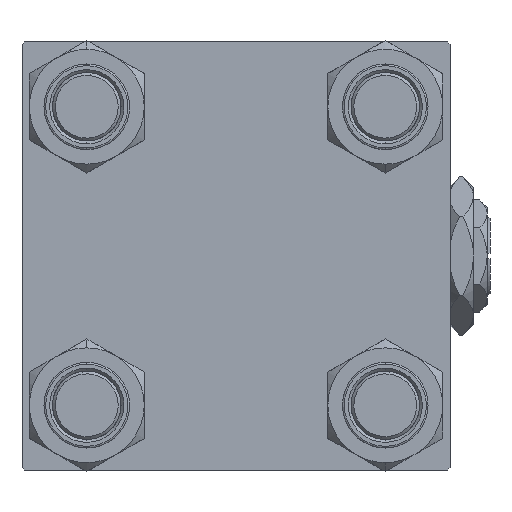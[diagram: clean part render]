
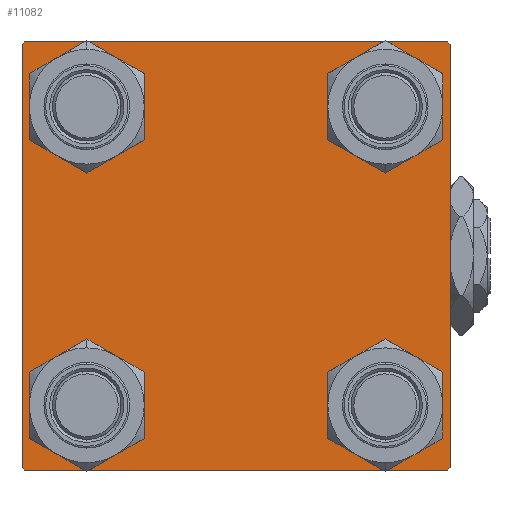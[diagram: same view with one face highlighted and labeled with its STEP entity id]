
A CAD part, left-side view. The second image highlights one B-rep face of the part: STEP entity #11082.
In plain terms, the highlighted planar face has unit normal (-1, 0, 0).
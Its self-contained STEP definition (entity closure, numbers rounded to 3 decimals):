
#260 = LINE ( 'NONE', #44704, #12592 ) ;
#276 = CARTESIAN_POINT ( 'NONE',  ( 0., 26.15, -19.65 ) ) ;
#423 = EDGE_LOOP ( 'NONE', ( #10244, #5003 ) ) ;
#1779 = CARTESIAN_POINT ( 'NONE',  ( 0., 37.5, -37. ) ) ;
#2276 = DIRECTION ( 'NONE',  ( 0., 0.707, -0.707 ) ) ;
#2539 = CARTESIAN_POINT ( 'NONE',  ( 0., 37.25, 37.25 ) ) ;
#2688 = VERTEX_POINT ( 'NONE', #27305 ) ;
#3137 = EDGE_CURVE ( 'NONE', #5186, #3428, #23543, .T. ) ;
#3428 = VERTEX_POINT ( 'NONE', #19019 ) ;
#4023 = EDGE_CURVE ( 'NONE', #4034, #35344, #38320, .T. ) ;
#4034 = VERTEX_POINT ( 'NONE', #18317 ) ;
#4046 = CARTESIAN_POINT ( 'NONE',  ( 0., -26.15, 26.15 ) ) ;
#4350 = ORIENTED_EDGE ( 'NONE', *, *, #31169, .T. ) ;
#4512 = LINE ( 'NONE', #16357, #24530 ) ;
#4544 = ORIENTED_EDGE ( 'NONE', *, *, #41606, .T. ) ;
#4890 = VERTEX_POINT ( 'NONE', #48398 ) ;
#5003 = ORIENTED_EDGE ( 'NONE', *, *, #44912, .T. ) ;
#5109 = DIRECTION ( 'NONE',  ( 0., 0., 1. ) ) ;
#5186 = VERTEX_POINT ( 'NONE', #1779 ) ;
#5229 = CARTESIAN_POINT ( 'NONE',  ( 0., -26.15, 32.65 ) ) ;
#5257 = DIRECTION ( 'NONE',  ( 1., 0., 0. ) ) ;
#6182 = VECTOR ( 'NONE', #47059, 1000. ) ;
#6412 = CARTESIAN_POINT ( 'NONE',  ( 0., -37.5, 37. ) ) ;
#6847 = DIRECTION ( 'NONE',  ( 1., 0., 0. ) ) ;
#7387 = CIRCLE ( 'NONE', #35972, 6.5 ) ;
#7416 = CIRCLE ( 'NONE', #30097, 6.5 ) ;
#7529 = LINE ( 'NONE', #18864, #48760 ) ;
#7575 = CARTESIAN_POINT ( 'NONE',  ( 0., 0., 0. ) ) ;
#7650 = EDGE_CURVE ( 'NONE', #4890, #11288, #29278, .T. ) ;
#7944 = AXIS2_PLACEMENT_3D ( 'NONE', #4046, #12968, #32437 ) ;
#8137 = VECTOR ( 'NONE', #2276, 1000. ) ;
#8202 = DIRECTION ( 'NONE',  ( 0., 0., 1. ) ) ;
#9396 = EDGE_LOOP ( 'NONE', ( #34406, #23681 ) ) ;
#10029 = CARTESIAN_POINT ( 'NONE',  ( 0., -37., -37.5 ) ) ;
#10244 = ORIENTED_EDGE ( 'NONE', *, *, #51927, .T. ) ;
#10278 = FACE_BOUND ( 'NONE', #423, .T. ) ;
#10421 = EDGE_CURVE ( 'NONE', #48745, #25771, #7387, .T. ) ;
#10765 = EDGE_CURVE ( 'NONE', #25771, #48745, #7416, .T. ) ;
#10866 = ORIENTED_EDGE ( 'NONE', *, *, #21217, .F. ) ;
#10913 = EDGE_CURVE ( 'NONE', #11288, #4890, #45234, .T. ) ;
#11082 = ADVANCED_FACE ( 'NONE', ( #10278, #45791, #18440, #26329, #50536 ), #26065, .T. ) ;
#11288 = VERTEX_POINT ( 'NONE', #46466 ) ;
#11686 = CARTESIAN_POINT ( 'NONE',  ( 0., 26.15, -32.65 ) ) ;
#11738 = AXIS2_PLACEMENT_3D ( 'NONE', #39034, #46920, #47185 ) ;
#12592 = VECTOR ( 'NONE', #12612, 1000. ) ;
#12612 = DIRECTION ( 'NONE',  ( 0., 0.707, 0.707 ) ) ;
#12689 = VERTEX_POINT ( 'NONE', #276 ) ;
#12968 = DIRECTION ( 'NONE',  ( 1., 0., 0. ) ) ;
#13182 = DIRECTION ( 'NONE',  ( 0., -0.707, 0.707 ) ) ;
#13324 = AXIS2_PLACEMENT_3D ( 'NONE', #19545, #35586, #47682 ) ;
#13554 = ORIENTED_EDGE ( 'NONE', *, *, #10421, .T. ) ;
#13876 = CIRCLE ( 'NONE', #43283, 6.5 ) ;
#13966 = DIRECTION ( 'NONE',  ( -1., 0., 0. ) ) ;
#14145 = VERTEX_POINT ( 'NONE', #11686 ) ;
#14186 = LINE ( 'NONE', #14970, #6182 ) ;
#14970 = CARTESIAN_POINT ( 'NONE',  ( 0., 37.5, -37.5 ) ) ;
#15178 = CIRCLE ( 'NONE', #29438, 6.5 ) ;
#15568 = CARTESIAN_POINT ( 'NONE',  ( 0., 37.5, 37. ) ) ;
#15795 = EDGE_CURVE ( 'NONE', #38467, #2688, #7529, .T. ) ;
#15906 = EDGE_LOOP ( 'NONE', ( #13554, #39650 ) ) ;
#16328 = CARTESIAN_POINT ( 'NONE',  ( 0., -37., 37.5 ) ) ;
#16357 = CARTESIAN_POINT ( 'NONE',  ( 0., -37.25, -37.25 ) ) ;
#17990 = VECTOR ( 'NONE', #33965, 1000. ) ;
#18238 = CARTESIAN_POINT ( 'NONE',  ( 0., -26.15, -26.15 ) ) ;
#18317 = CARTESIAN_POINT ( 'NONE',  ( 0., 37., 37.5 ) ) ;
#18440 = FACE_BOUND ( 'NONE', #43066, .T. ) ;
#18526 = CARTESIAN_POINT ( 'NONE',  ( 0., 26.15, 26.15 ) ) ;
#18864 = CARTESIAN_POINT ( 'NONE',  ( 0., -37.5, 37.5 ) ) ;
#19019 = CARTESIAN_POINT ( 'NONE',  ( 0., 37., -37.5 ) ) ;
#19104 = VERTEX_POINT ( 'NONE', #5229 ) ;
#19282 = CARTESIAN_POINT ( 'NONE',  ( 0., 26.15, 32.65 ) ) ;
#19545 = CARTESIAN_POINT ( 'NONE',  ( 0., -26.15, -26.15 ) ) ;
#20020 = LINE ( 'NONE', #43961, #25546 ) ;
#20034 = EDGE_CURVE ( 'NONE', #51750, #2688, #4512, .T. ) ;
#20293 = VERTEX_POINT ( 'NONE', #50000 ) ;
#21217 = EDGE_CURVE ( 'NONE', #4034, #35415, #51060, .T. ) ;
#22821 = ORIENTED_EDGE ( 'NONE', *, *, #4023, .T. ) ;
#22889 = DIRECTION ( 'NONE',  ( 0., 0., 1. ) ) ;
#22981 = DIRECTION ( 'NONE',  ( 0., 0., 1. ) ) ;
#23543 = LINE ( 'NONE', #28015, #41742 ) ;
#23681 = ORIENTED_EDGE ( 'NONE', *, *, #10913, .T. ) ;
#23743 = DIRECTION ( 'NONE',  ( 1., 0., 0. ) ) ;
#24530 = VECTOR ( 'NONE', #13182, 1000. ) ;
#25546 = VECTOR ( 'NONE', #27923, 1000. ) ;
#25760 = DIRECTION ( 'NONE',  ( 0., 0., 1. ) ) ;
#25771 = VERTEX_POINT ( 'NONE', #37374 ) ;
#26065 = PLANE ( 'NONE',  #36822 ) ;
#26329 = FACE_BOUND ( 'NONE', #15906, .T. ) ;
#26392 = ORIENTED_EDGE ( 'NONE', *, *, #15795, .F. ) ;
#26599 = CARTESIAN_POINT ( 'NONE',  ( 0., 37.5, 37.5 ) ) ;
#27305 = CARTESIAN_POINT ( 'NONE',  ( 0., -37.5, -37. ) ) ;
#27923 = DIRECTION ( 'NONE',  ( 0., 0., -1. ) ) ;
#28015 = CARTESIAN_POINT ( 'NONE',  ( 0., 37.25, -37.25 ) ) ;
#29278 = CIRCLE ( 'NONE', #13324, 6.5 ) ;
#29438 = AXIS2_PLACEMENT_3D ( 'NONE', #33664, #5257, #25760 ) ;
#30097 = AXIS2_PLACEMENT_3D ( 'NONE', #44307, #37715, #5109 ) ;
#30340 = ORIENTED_EDGE ( 'NONE', *, *, #44437, .T. ) ;
#30631 = CIRCLE ( 'NONE', #7944, 6.5 ) ;
#31169 = EDGE_CURVE ( 'NONE', #14145, #12689, #15178, .T. ) ;
#32437 = DIRECTION ( 'NONE',  ( 0., 0., 1. ) ) ;
#33664 = CARTESIAN_POINT ( 'NONE',  ( 0., 26.15, -26.15 ) ) ;
#33965 = DIRECTION ( 'NONE',  ( 0., -1., 0. ) ) ;
#34406 = ORIENTED_EDGE ( 'NONE', *, *, #7650, .T. ) ;
#35296 = CIRCLE ( 'NONE', #11738, 6.5 ) ;
#35344 = VERTEX_POINT ( 'NONE', #15568 ) ;
#35415 = VERTEX_POINT ( 'NONE', #16328 ) ;
#35586 = DIRECTION ( 'NONE',  ( 1., 0., 0. ) ) ;
#35972 = AXIS2_PLACEMENT_3D ( 'NONE', #18526, #41931, #22981 ) ;
#36822 = AXIS2_PLACEMENT_3D ( 'NONE', #7575, #13966, #37645 ) ;
#37374 = CARTESIAN_POINT ( 'NONE',  ( 0., 26.15, 19.65 ) ) ;
#37645 = DIRECTION ( 'NONE',  ( 0., 0., 1. ) ) ;
#37715 = DIRECTION ( 'NONE',  ( 1., 0., 0. ) ) ;
#38320 = LINE ( 'NONE', #2539, #8137 ) ;
#38467 = VERTEX_POINT ( 'NONE', #6412 ) ;
#39034 = CARTESIAN_POINT ( 'NONE',  ( 0., -26.15, 26.15 ) ) ;
#39368 = DIRECTION ( 'NONE',  ( 0., 0., -1. ) ) ;
#39650 = ORIENTED_EDGE ( 'NONE', *, *, #10765, .T. ) ;
#40708 = ORIENTED_EDGE ( 'NONE', *, *, #46872, .T. ) ;
#41022 = AXIS2_PLACEMENT_3D ( 'NONE', #18238, #23743, #8202 ) ;
#41606 = EDGE_CURVE ( 'NONE', #3428, #51750, #14186, .T. ) ;
#41742 = VECTOR ( 'NONE', #48011, 1000. ) ;
#41931 = DIRECTION ( 'NONE',  ( 1., 0., 0. ) ) ;
#43066 = EDGE_LOOP ( 'NONE', ( #40708, #4350 ) ) ;
#43283 = AXIS2_PLACEMENT_3D ( 'NONE', #47086, #6847, #22889 ) ;
#43961 = CARTESIAN_POINT ( 'NONE',  ( 0., 37.5, 37.5 ) ) ;
#44307 = CARTESIAN_POINT ( 'NONE',  ( 0., 26.15, 26.15 ) ) ;
#44437 = EDGE_CURVE ( 'NONE', #35344, #5186, #20020, .T. ) ;
#44704 = CARTESIAN_POINT ( 'NONE',  ( 0., -37.25, 37.25 ) ) ;
#44912 = EDGE_CURVE ( 'NONE', #20293, #19104, #30631, .T. ) ;
#45234 = CIRCLE ( 'NONE', #41022, 6.5 ) ;
#45791 = FACE_BOUND ( 'NONE', #9396, .T. ) ;
#46466 = CARTESIAN_POINT ( 'NONE',  ( 0., -26.15, -32.65 ) ) ;
#46872 = EDGE_CURVE ( 'NONE', #12689, #14145, #13876, .T. ) ;
#46920 = DIRECTION ( 'NONE',  ( 1., 0., 0. ) ) ;
#47059 = DIRECTION ( 'NONE',  ( 0., -1., 0. ) ) ;
#47086 = CARTESIAN_POINT ( 'NONE',  ( 0., 26.15, -26.15 ) ) ;
#47185 = DIRECTION ( 'NONE',  ( 0., 0., 1. ) ) ;
#47682 = DIRECTION ( 'NONE',  ( 0., 0., 1. ) ) ;
#47751 = ORIENTED_EDGE ( 'NONE', *, *, #51225, .T. ) ;
#48011 = DIRECTION ( 'NONE',  ( 0., -0.707, -0.707 ) ) ;
#48398 = CARTESIAN_POINT ( 'NONE',  ( 0., -26.15, -19.65 ) ) ;
#48720 = EDGE_LOOP ( 'NONE', ( #30340, #50381, #4544, #50363, #26392, #47751, #10866, #22821 ) ) ;
#48745 = VERTEX_POINT ( 'NONE', #19282 ) ;
#48760 = VECTOR ( 'NONE', #39368, 1000. ) ;
#50000 = CARTESIAN_POINT ( 'NONE',  ( 0., -26.15, 19.65 ) ) ;
#50363 = ORIENTED_EDGE ( 'NONE', *, *, #20034, .T. ) ;
#50381 = ORIENTED_EDGE ( 'NONE', *, *, #3137, .T. ) ;
#50536 = FACE_OUTER_BOUND ( 'NONE', #48720, .T. ) ;
#51060 = LINE ( 'NONE', #26599, #17990 ) ;
#51225 = EDGE_CURVE ( 'NONE', #38467, #35415, #260, .T. ) ;
#51750 = VERTEX_POINT ( 'NONE', #10029 ) ;
#51927 = EDGE_CURVE ( 'NONE', #19104, #20293, #35296, .T. ) ;
